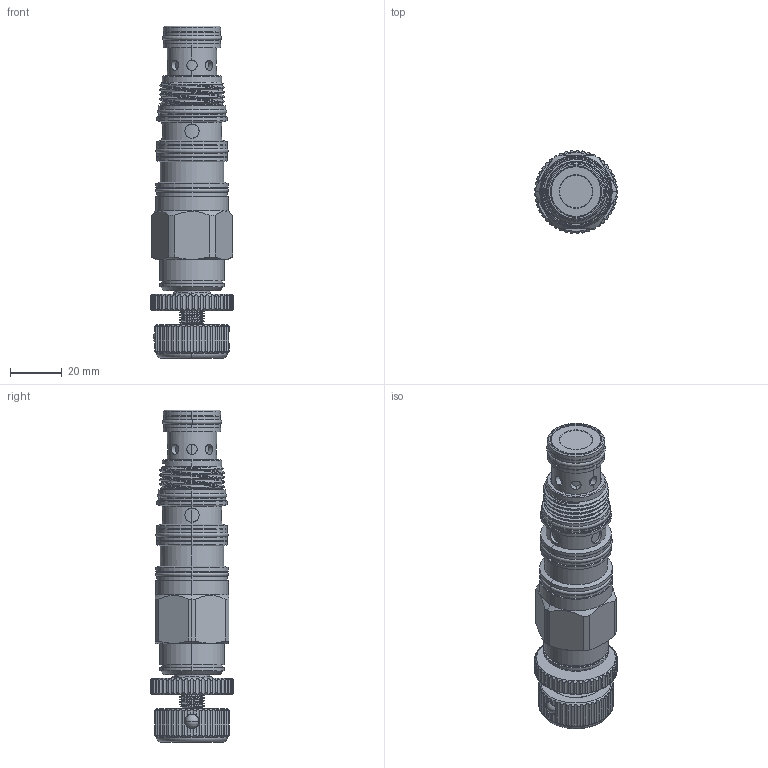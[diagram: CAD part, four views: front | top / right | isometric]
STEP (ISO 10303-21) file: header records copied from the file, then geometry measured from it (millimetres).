
FILE_DESCRIPTION (( 'STEP AP203' ), '1' );
FILE_NAME ('PD22A40-K.STEP', '2024-11-13T02:44:03', ( '' ), ( '' ), 'SwSTEP 2.0', 'SolidWorks 2018', '' );
FILE_SCHEMA (( 'CONFIG_CONTROL_DESIGN' ));
Length unit declared in the file: millimetre
Products named in the file (1): PD22A40-K
Bounding box: 32.18 x 32.2 x 128.89 mm (x, y, z)
Volume: 65242.9 mm3; surface area: 17706.9 mm2
Topology: 5 solids, 5 shells, 735 faces, 1901 edges, 1213 vertices
Faces by surface type: cylinder 434, plane 160, cone 79, torus 41, bspline 19, sphere 2
Entity records: 34183 total; most frequent: CARTESIAN_POINT 16949, ORIENTED_EDGE 3760, DIRECTION 3396, EDGE_CURVE 1880, AXIS2_PLACEMENT_3D 1322, VERTEX_POINT 1210, EDGE_LOOP 792, VECTOR 752
